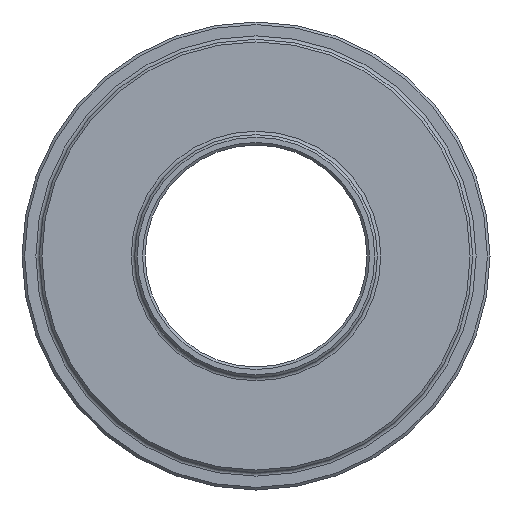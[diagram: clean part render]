
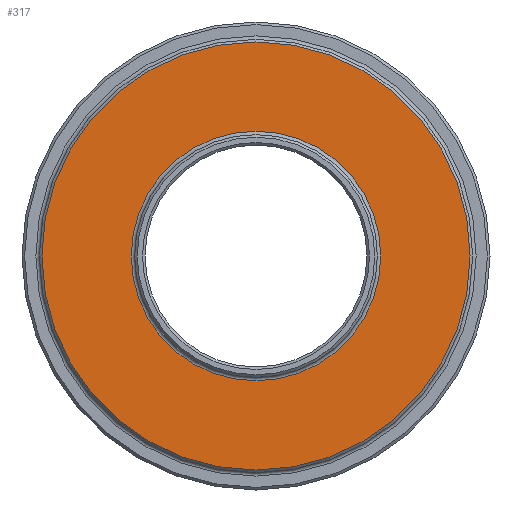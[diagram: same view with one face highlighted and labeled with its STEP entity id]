
A CAD part, left-side view. The second image highlights one B-rep face of the part: STEP entity #317.
In plain terms, the highlighted planar face has unit normal (-1, 0, 0).
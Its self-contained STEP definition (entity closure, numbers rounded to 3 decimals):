
#26=FACE_BOUND('',#68,.T.);
#31=PLANE('',#382);
#44=FACE_OUTER_BOUND('',#67,.T.);
#67=EDGE_LOOP('',(#258));
#68=EDGE_LOOP('',(#259));
#123=CIRCLE('',#380,14.4);
#125=CIRCLE('',#383,24.7);
#154=VERTEX_POINT('',#579);
#155=VERTEX_POINT('',#584);
#191=EDGE_CURVE('',#154,#154,#123,.T.);
#193=EDGE_CURVE('',#155,#155,#125,.T.);
#258=ORIENTED_EDGE('',*,*,#193,.F.);
#259=ORIENTED_EDGE('',*,*,#191,.F.);
#317=ADVANCED_FACE('',(#44,#26),#31,.T.);
#380=AXIS2_PLACEMENT_3D('',#581,#474,#475);
#382=AXIS2_PLACEMENT_3D('',#583,#478,#479);
#383=AXIS2_PLACEMENT_3D('',#585,#480,#481);
#474=DIRECTION('center_axis',(-1.,0.,0.));
#475=DIRECTION('ref_axis',(0.,-1.,0.));
#478=DIRECTION('center_axis',(-1.,0.,0.));
#479=DIRECTION('ref_axis',(0.,0.,1.));
#480=DIRECTION('center_axis',(1.,0.,0.));
#481=DIRECTION('ref_axis',(0.,-1.,0.));
#579=CARTESIAN_POINT('',(-14.,0.,14.4));
#581=CARTESIAN_POINT('Origin',(-14.,0.,0.));
#583=CARTESIAN_POINT('Origin',(-14.,25.,0.));
#584=CARTESIAN_POINT('',(-14.,24.7,0.));
#585=CARTESIAN_POINT('Origin',(-14.,0.,0.));
